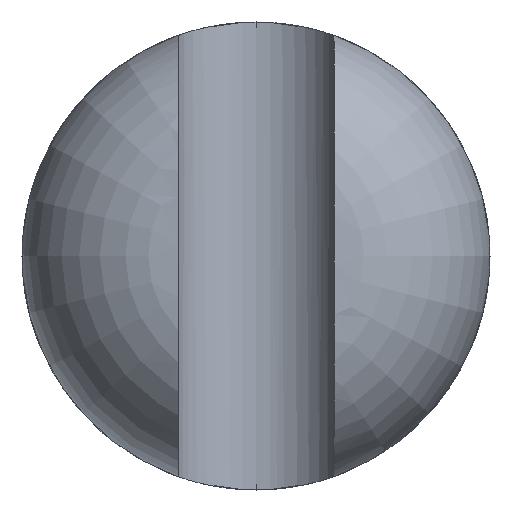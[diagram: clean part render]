
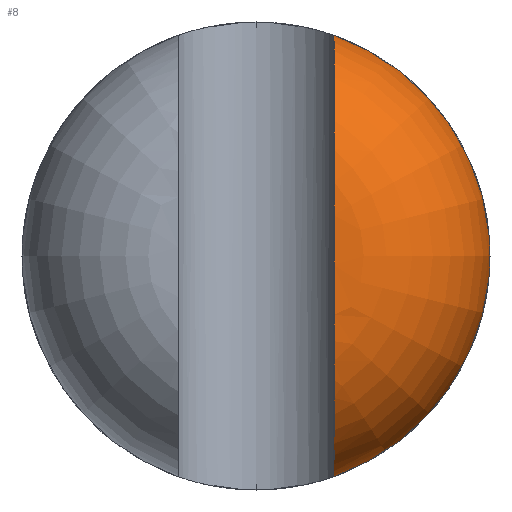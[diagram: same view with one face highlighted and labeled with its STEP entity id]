
A CAD part, front view. The second image highlights one B-rep face of the part: STEP entity #8.
In plain terms, the highlighted toroidal (fillet/blend) face has major radius 5 mm and minor radius 10 mm.
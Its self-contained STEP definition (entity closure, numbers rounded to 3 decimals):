
#8 = ADVANCED_FACE ( 'NONE', ( #1090 ), #137, .T. ) ;
#47 = AXIS2_PLACEMENT_3D ( 'NONE', #1218, #599, #1016 ) ;
#48 = CARTESIAN_POINT ( 'NONE',  ( 5., 0.516, 6.568 ) ) ;
#60 = CARTESIAN_POINT ( 'NONE',  ( 5., 5.668, 13.1 ) ) ;
#65 = CARTESIAN_POINT ( 'NONE',  ( 5., 5.637, -13.085 ) ) ;
#79 = ORIENTED_EDGE ( 'NONE', *, *, #949, .F. ) ;
#107 = ORIENTED_EDGE ( 'NONE', *, *, #1053, .F. ) ;
#113 = AXIS2_PLACEMENT_3D ( 'NONE', #992, #1280, #657 ) ;
#116 = CARTESIAN_POINT ( 'NONE',  ( 14.998, 9.78, 0.247 ) ) ;
#137 = TOROIDAL_SURFACE ( 'NONE', #113, 5., 10. ) ;
#149 = EDGE_CURVE ( 'NONE', #754, #282, #1326, .T. ) ;
#151 = CARTESIAN_POINT ( 'NONE',  ( 5., 4.622, 12.476 ) ) ;
#161 = CARTESIAN_POINT ( 'NONE',  ( 5., 6.792, 13.59 ) ) ;
#164 = VERTEX_POINT ( 'NONE', #913 ) ;
#167 = CARTESIAN_POINT ( 'NONE',  ( 5., 3.61, -11.677 ) ) ;
#188 = CARTESIAN_POINT ( 'NONE',  ( 5., 10., -14.142 ) ) ;
#241 = CARTESIAN_POINT ( 'NONE',  ( 14.969, 9.873, 0.99 ) ) ;
#256 = CARTESIAN_POINT ( 'NONE',  ( 14.998, 9.78, -0.247 ) ) ;
#262 = CARTESIAN_POINT ( 'NONE',  ( 5., 0.04, 3.334 ) ) ;
#268 = CARTESIAN_POINT ( 'NONE',  ( 5., 2., -9.813 ) ) ;
#274 = CARTESIAN_POINT ( 'NONE',  ( 5., 1.422, 8.837 ) ) ;
#282 = VERTEX_POINT ( 'NONE', #530 ) ;
#347 = CARTESIAN_POINT ( 'NONE',  ( 14.969, 9.872, -0.986 ) ) ;
#355 = CARTESIAN_POINT ( 'NONE',  ( 5., 1.351, -8.755 ) ) ;
#362 = CARTESIAN_POINT ( 'NONE',  ( 5., 1.069, 8.097 ) ) ;
#367 = CARTESIAN_POINT ( 'NONE',  ( 5., 2.268, 10.233 ) ) ;
#380 = CARTESIAN_POINT ( 'NONE',  ( 5., 2.774, 10.864 ) ) ;
#447 = CARTESIAN_POINT ( 'NONE',  ( 14.928, 10., -1.466 ) ) ;
#459 = CARTESIAN_POINT ( 'NONE',  ( 5., 3.924, -11.949 ) ) ;
#469 = CARTESIAN_POINT ( 'NONE',  ( 5., 3.024, -11.102 ) ) ;
#475 = CARTESIAN_POINT ( 'NONE',  ( 5., 3.653, 11.715 ) ) ;
#486 = CARTESIAN_POINT ( 'NONE',  ( 5., -0.004, 1.7 ) ) ;
#530 = CARTESIAN_POINT ( 'NONE',  ( 5., 10., 14.142 ) ) ;
#561 = CARTESIAN_POINT ( 'NONE',  ( 5., 9.169, -14.142 ) ) ;
#576 = CARTESIAN_POINT ( 'NONE',  ( 5., 10., 14.142 ) ) ;
#579 = ORIENTED_EDGE ( 'NONE', *, *, #997, .F. ) ;
#583 = CARTESIAN_POINT ( 'NONE',  ( 5., 2.238, -10.154 ) ) ;
#590 = CARTESIAN_POINT ( 'NONE',  ( 14.928, 10., 1.466 ) ) ;
#598 = CARTESIAN_POINT ( 'NONE',  ( 5., 0.092, 4.15 ) ) ;
#599 = DIRECTION ( 'NONE',  ( 0., 1., 0. ) ) ;
#622 = CARTESIAN_POINT ( 'NONE',  ( 14.998, 9.78, 0. ) ) ;
#657 = DIRECTION ( 'NONE',  ( 0., 0., 1. ) ) ;
#658 = CARTESIAN_POINT ( 'NONE',  ( 14.992, 9.799, 0.496 ) ) ;
#670 = CARTESIAN_POINT ( 'NONE',  ( 5., -0.004, -1.572 ) ) ;
#671 = CARTESIAN_POINT ( 'NONE',  ( 14.951, 9.928, 1.231 ) ) ;
#677 = CARTESIAN_POINT ( 'NONE',  ( 5., 3.968, 11.985 ) ) ;
#687 = CARTESIAN_POINT ( 'NONE',  ( 5., 1.009, -8.009 ) ) ;
#743 = CARTESIAN_POINT ( 'NONE',  ( 5., 10., -14.142 ) ) ;
#754 = VERTEX_POINT ( 'NONE', #188 ) ;
#759 = CARTESIAN_POINT ( 'NONE',  ( 14.951, 9.928, -1.231 ) ) ;
#769 = B_SPLINE_CURVE_WITH_KNOTS ( 'NONE', 3,
 ( #1192, #671, #241, #658, #116, #1091 ),
 .UNSPECIFIED., .F., .F.,
 ( 4, 2, 4 ),
 ( 0.002, 0.003, 0.004 ),
 .UNSPECIFIED. ) ;
#780 = CARTESIAN_POINT ( 'NONE',  ( 5., 9.175, 14.142 ) ) ;
#786 = CARTESIAN_POINT ( 'NONE',  ( 5., 0.502, -6.436 ) ) ;
#800 = CARTESIAN_POINT ( 'NONE',  ( 5., 0., 0.882 ) ) ;
#861 = CARTESIAN_POINT ( 'NONE',  ( 14.992, 9.798, -0.494 ) ) ;
#881 = CARTESIAN_POINT ( 'NONE',  ( 5., 0., -0.754 ) ) ;
#890 = CARTESIAN_POINT ( 'NONE',  ( 5., 4.927, -12.677 ) ) ;
#897 = CARTESIAN_POINT ( 'NONE',  ( 5., 6.034, 13.279 ) ) ;
#913 = CARTESIAN_POINT ( 'NONE',  ( 14.928, 10., -1.466 ) ) ;
#949 = EDGE_CURVE ( 'NONE', #1220, #164, #1337, .T. ) ;
#952 = CIRCLE ( 'NONE', #1063, 15. ) ;
#962 = CARTESIAN_POINT ( 'NONE',  ( 5., 6.768, -13.581 ) ) ;
#971 = CARTESIAN_POINT ( 'NONE',  ( 14.998, 9.78, 0. ) ) ;
#992 = CARTESIAN_POINT ( 'NONE',  ( 0., 10., 0. ) ) ;
#997 = EDGE_CURVE ( 'NONE', #1163, #1220, #769, .T. ) ;
#1000 = CARTESIAN_POINT ( 'NONE',  ( 5., 0.248, -5.231 ) ) ;
#1008 = CARTESIAN_POINT ( 'NONE',  ( 5., 2.75, -10.797 ) ) ;
#1009 = DIRECTION ( 'NONE',  ( 0., 1., 0. ) ) ;
#1015 = CARTESIAN_POINT ( 'NONE',  ( 5., 4.962, 12.699 ) ) ;
#1016 = DIRECTION ( 'NONE',  ( 0., 0., 1. ) ) ;
#1020 = CARTESIAN_POINT ( 'NONE',  ( 5., 0.08, -4.018 ) ) ;
#1027 = CARTESIAN_POINT ( 'NONE',  ( 5., 0.916, 7.719 ) ) ;
#1053 = EDGE_CURVE ( 'NONE', #164, #754, #952, .T. ) ;
#1063 = AXIS2_PLACEMENT_3D ( 'NONE', #1124, #1009, #1328 ) ;
#1078 = EDGE_CURVE ( 'NONE', #282, #1163, #1242, .T. ) ;
#1084 = EDGE_LOOP ( 'NONE', ( #579, #1140, #1193, #107, #79 ) ) ;
#1090 = FACE_OUTER_BOUND ( 'NONE', #1084, .T. ) ;
#1091 = CARTESIAN_POINT ( 'NONE',  ( 14.998, 9.78, 0. ) ) ;
#1103 = CARTESIAN_POINT ( 'NONE',  ( 5., 0.331, 5.775 ) ) ;
#1108 = CARTESIAN_POINT ( 'NONE',  ( 5., 8.368, 14.036 ) ) ;
#1118 = CARTESIAN_POINT ( 'NONE',  ( 5., 0.034, -3.205 ) ) ;
#1124 = CARTESIAN_POINT ( 'NONE',  ( 0., 10., 0. ) ) ;
#1140 = ORIENTED_EDGE ( 'NONE', *, *, #1078, .F. ) ;
#1163 = VERTEX_POINT ( 'NONE', #590 ) ;
#1169 = CARTESIAN_POINT ( 'NONE',  ( 5., 7.164, -13.715 ) ) ;
#1192 = CARTESIAN_POINT ( 'NONE',  ( 14.928, 10., 1.466 ) ) ;
#1193 = ORIENTED_EDGE ( 'NONE', *, *, #149, .F. ) ;
#1205 = CARTESIAN_POINT ( 'NONE',  ( 5., 1.62, 9.199 ) ) ;
#1211 = CARTESIAN_POINT ( 'NONE',  ( 5., 4.584, -12.45 ) ) ;
#1217 = CARTESIAN_POINT ( 'NONE',  ( 5., 0.32, -5.634 ) ) ;
#1218 = CARTESIAN_POINT ( 'NONE',  ( 0., 10., 0. ) ) ;
#1220 = VERTEX_POINT ( 'NONE', #622 ) ;
#1242 = CIRCLE ( 'NONE', #47, 15. ) ;
#1273 = CARTESIAN_POINT ( 'NONE',  ( 5., 8.356, -14.034 ) ) ;
#1280 = DIRECTION ( 'NONE',  ( 0., 1., 0. ) ) ;
#1306 = CARTESIAN_POINT ( 'NONE',  ( 5., 6.006, -13.266 ) ) ;
#1315 = CARTESIAN_POINT ( 'NONE',  ( 5., 0.614, -6.838 ) ) ;
#1326 = B_SPLINE_CURVE_WITH_KNOTS ( 'NONE', 3,
 ( #743, #561, #1273, #1169, #962, #1306, #65, #890, #1211, #459, #167, #469, #1008, #583, #268, #355, #687, #1315, #786, #1217, #1000, #1020, #1118, #670, #881, #800, #486, #262, #598, #1103, #48, #1027, #362, #274, #1205, #367, #380, #475, #677, #151, #1015, #60, #897, #161, #1327, #1108, #780, #576 ),
 .UNSPECIFIED., .F., .F.,
 ( 4, 2, 2, 2, 2, 2, 2, 2, 2, 2, 2, 2, 2, 2, 2, 2, 2, 2, 2, 2, 2, 2, 2, 4 ),
 ( -0.02, -0.017, -0.016, -0.015, -0.013, -0.012, -0.011, -0.01, -0.007, -0.006, -0.005, -0.002, 0., 0.003, 0.005, 0.007, 0.009, 0.01, 0.012, 0.014, 0.015, 0.016, 0.017, 0.02 ),
 .UNSPECIFIED. ) ;
#1327 = CARTESIAN_POINT ( 'NONE',  ( 5., 7.185, 13.722 ) ) ;
#1328 = DIRECTION ( 'NONE',  ( 0., 0., 1. ) ) ;
#1337 = B_SPLINE_CURVE_WITH_KNOTS ( 'NONE', 3,
 ( #971, #256, #861, #347, #759, #447 ),
 .UNSPECIFIED., .F., .F.,
 ( 4, 2, 4 ),
 ( 0.004, 0.005, 0.005 ),
 .UNSPECIFIED. ) ;
